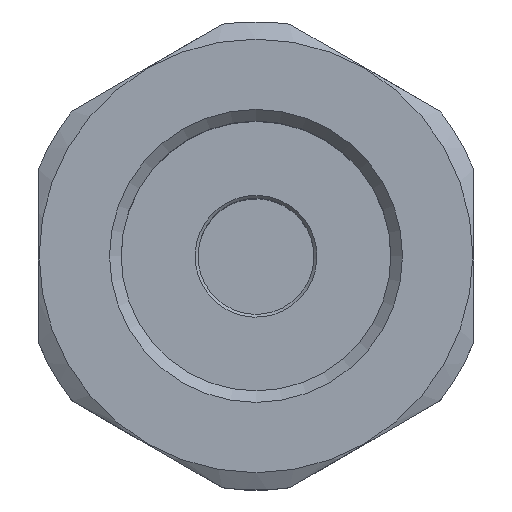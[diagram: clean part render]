
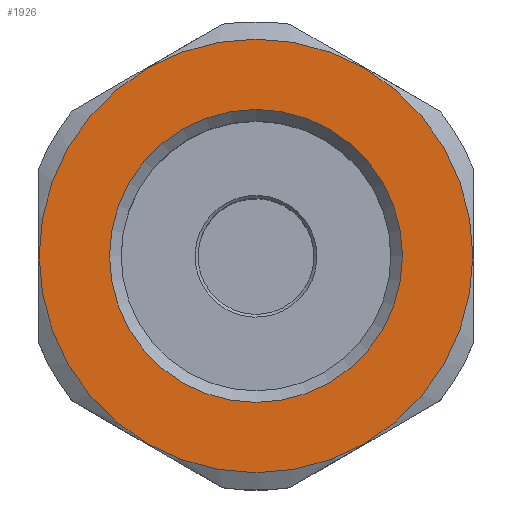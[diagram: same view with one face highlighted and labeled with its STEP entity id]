
A CAD part, top view. The second image highlights one B-rep face of the part: STEP entity #1926.
In plain terms, the highlighted planar face has unit normal (0, 0, 1).
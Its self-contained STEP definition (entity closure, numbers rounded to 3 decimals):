
#1285=CARTESIAN_POINT('',(10.1,0.0,0.0));
#1286=VERTEX_POINT('',#1285);
#1287=CARTESIAN_POINT('',(0.0,0.0,0.0));
#1288=DIRECTION('',(0.0,0.0,1.0));
#1289=DIRECTION('',(1.0,0.0,0.0));
#1290=AXIS2_PLACEMENT_3D('',#1287,#1288,#1289);
#1291=CIRCLE('',#1290,10.1);
#1292=EDGE_CURVE('',#1286,#1286,#1291,.T.);
#1589=CARTESIAN_POINT('',(-14.95,0.0,0.0));
#1590=VERTEX_POINT('',#1589);
#1591=CARTESIAN_POINT('',(0.0,0.0,0.0));
#1592=DIRECTION('',(0.0,0.0,1.0));
#1593=DIRECTION('',(1.0,0.0,0.0));
#1594=AXIS2_PLACEMENT_3D('',#1591,#1592,#1593);
#1595=CIRCLE('',#1594,14.95);
#1596=EDGE_CURVE('',#1590,#1590,#1595,.T.);
#1915=CARTESIAN_POINT('',(0.0,10.1,0.0));
#1916=DIRECTION('',(0.0,0.0,-1.0));
#1917=DIRECTION('',(-1.0,0.0,0.0));
#1918=AXIS2_PLACEMENT_3D('',#1915,#1916,#1917);
#1919=PLANE('',#1918);
#1920=ORIENTED_EDGE('',*,*,#1596,.T.);
#1921=EDGE_LOOP('',(#1920));
#1922=FACE_OUTER_BOUND('',#1921,.T.);
#1923=ORIENTED_EDGE('',*,*,#1292,.F.);
#1924=EDGE_LOOP('',(#1923));
#1925=FACE_BOUND('',#1924,.T.);
#1926=ADVANCED_FACE('',(#1922,#1925),#1919,.F.);
